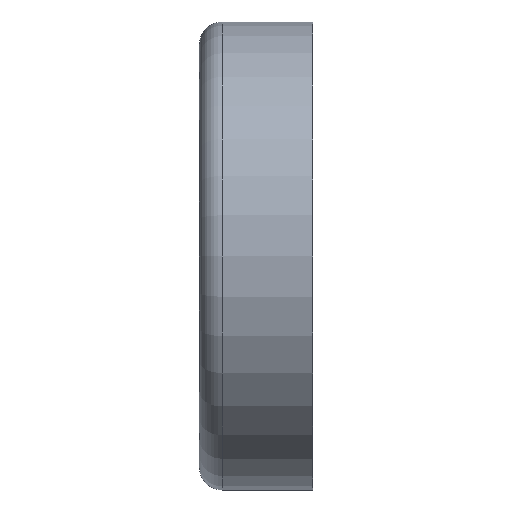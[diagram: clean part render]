
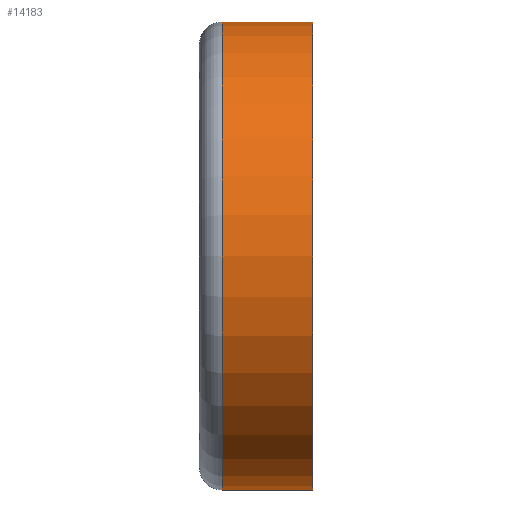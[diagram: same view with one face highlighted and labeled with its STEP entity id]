
A CAD part, left-side view. The second image highlights one B-rep face of the part: STEP entity #14183.
In plain terms, the highlighted cylindrical face has radius 31 mm (diameter 62 mm), a partial arc.
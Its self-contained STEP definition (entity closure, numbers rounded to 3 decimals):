
#221 = VERTEX_POINT ( 'NONE', #15718 ) ;
#321 = CIRCLE ( 'NONE', #6458, 31. ) ;
#679 = CARTESIAN_POINT ( 'NONE',  ( 0., 0., 31. ) ) ;
#2398 = EDGE_CURVE ( 'NONE', #221, #10810, #6713, .T. ) ;
#3789 = DIRECTION ( 'NONE',  ( 0., -1., 0. ) ) ;
#4226 = CARTESIAN_POINT ( 'NONE',  ( 0., 0., 0. ) ) ;
#4602 = CARTESIAN_POINT ( 'NONE',  ( 0., 0., 31. ) ) ;
#4682 = CIRCLE ( 'NONE', #7122, 31. ) ;
#4832 = VECTOR ( 'NONE', #3789, 1000. ) ;
#5146 = ORIENTED_EDGE ( 'NONE', *, *, #13962, .F. ) ;
#5474 = EDGE_CURVE ( 'NONE', #8568, #6222, #12940, .T. ) ;
#6060 = EDGE_LOOP ( 'NONE', ( #15212, #6360, #15989, #5146 ) ) ;
#6222 = VERTEX_POINT ( 'NONE', #11589 ) ;
#6360 = ORIENTED_EDGE ( 'NONE', *, *, #15600, .T. ) ;
#6458 = AXIS2_PLACEMENT_3D ( 'NONE', #4226, #6984, #8056 ) ;
#6487 = DIRECTION ( 'NONE',  ( 0., -1., 0. ) ) ;
#6713 = LINE ( 'NONE', #679, #15481 ) ;
#6773 = CARTESIAN_POINT ( 'NONE',  ( 0., 12., 0. ) ) ;
#6984 = DIRECTION ( 'NONE',  ( 0., -1., 0. ) ) ;
#7122 = AXIS2_PLACEMENT_3D ( 'NONE', #6773, #15964, #13250 ) ;
#7184 = CARTESIAN_POINT ( 'NONE',  ( 0., 12., -31. ) ) ;
#8056 = DIRECTION ( 'NONE',  ( 0., 0., -1. ) ) ;
#8568 = VERTEX_POINT ( 'NONE', #7184 ) ;
#9200 = CARTESIAN_POINT ( 'NONE',  ( 0., 0., -31. ) ) ;
#9978 = DIRECTION ( 'NONE',  ( 0., -1., 0. ) ) ;
#10810 = VERTEX_POINT ( 'NONE', #4602 ) ;
#11589 = CARTESIAN_POINT ( 'NONE',  ( 0., 0., -31. ) ) ;
#11725 = DIRECTION ( 'NONE',  ( 0., 0., -1. ) ) ;
#12940 = LINE ( 'NONE', #9200, #4832 ) ;
#13250 = DIRECTION ( 'NONE',  ( 0., 0., -1. ) ) ;
#13818 = CYLINDRICAL_SURFACE ( 'NONE', #16230, 31. ) ;
#13962 = EDGE_CURVE ( 'NONE', #10810, #6222, #321, .T. ) ;
#14183 = ADVANCED_FACE ( 'NONE', ( #14860 ), #13818, .T. ) ;
#14860 = FACE_OUTER_BOUND ( 'NONE', #6060, .T. ) ;
#15212 = ORIENTED_EDGE ( 'NONE', *, *, #2398, .F. ) ;
#15481 = VECTOR ( 'NONE', #9978, 1000. ) ;
#15600 = EDGE_CURVE ( 'NONE', #221, #8568, #4682, .T. ) ;
#15718 = CARTESIAN_POINT ( 'NONE',  ( 0., 12., 31. ) ) ;
#15964 = DIRECTION ( 'NONE',  ( 0., -1., 0. ) ) ;
#15989 = ORIENTED_EDGE ( 'NONE', *, *, #5474, .T. ) ;
#16230 = AXIS2_PLACEMENT_3D ( 'NONE', #17105, #6487, #11725 ) ;
#17105 = CARTESIAN_POINT ( 'NONE',  ( 0., 0., 0. ) ) ;
